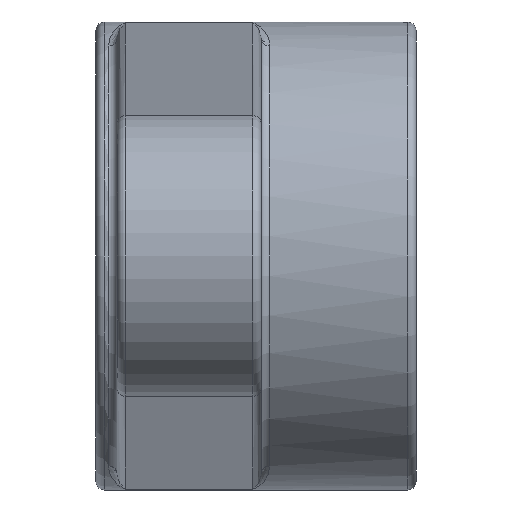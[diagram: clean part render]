
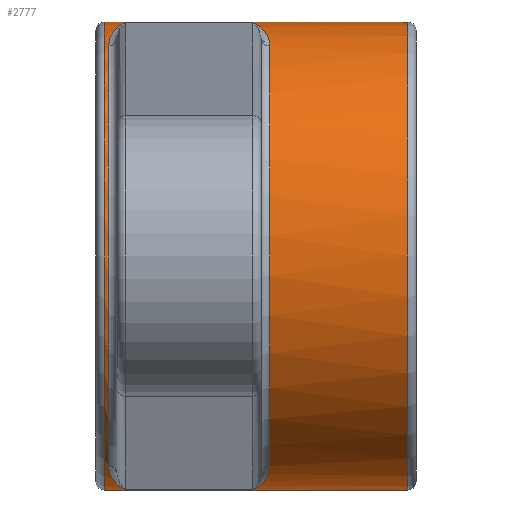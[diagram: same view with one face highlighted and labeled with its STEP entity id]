
A CAD part, left-side view. The second image highlights one B-rep face of the part: STEP entity #2777.
In plain terms, the highlighted cylindrical face has radius 3.325 mm (diameter 6.65 mm), a partial arc.
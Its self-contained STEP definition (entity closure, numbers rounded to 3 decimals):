
#24 = CARTESIAN_POINT ( 'NONE',  ( -0.272, 2.05, -3.314 ) ) ;
#75 = B_SPLINE_CURVE_WITH_KNOTS ( 'NONE', 3,
 ( #773, #2239, #1108, #3806, #4216, #1503 ),
 .UNSPECIFIED., .F., .F.,
 ( 4, 2, 4 ),
 ( 0., 0.001, 0.001 ),
 .UNSPECIFIED. ) ;
#76 = EDGE_LOOP ( 'NONE', ( #1818, #1755, #3738, #1983, #215, #507, #2672, #4282 ) ) ;
#206 = VERTEX_POINT ( 'NONE', #4173 ) ;
#215 = ORIENTED_EDGE ( 'NONE', *, *, #3055, .T. ) ;
#327 = DIRECTION ( 'NONE',  ( 0., 0., 1. ) ) ;
#348 = VECTOR ( 'NONE', #3378, 1000. ) ;
#363 = LINE ( 'NONE', #2336, #2288 ) ;
#458 = B_SPLINE_CURVE_WITH_KNOTS ( 'NONE', 3,
 ( #1812, #2193, #4844, #3733, #4474, #1033 ),
 .UNSPECIFIED., .F., .F.,
 ( 4, 2, 4 ),
 ( 0., 0.001, 0.001 ),
 .UNSPECIFIED. ) ;
#491 = ORIENTED_EDGE ( 'NONE', *, *, #587, .T. ) ;
#507 = ORIENTED_EDGE ( 'NONE', *, *, #1415, .T. ) ;
#573 = VERTEX_POINT ( 'NONE', #4566 ) ;
#585 = CARTESIAN_POINT ( 'NONE',  ( 0., -2.08, 0. ) ) ;
#587 = EDGE_CURVE ( 'NONE', #3154, #1561, #4838, .T. ) ;
#595 = CIRCLE ( 'NONE', #2130, 3.325 ) ;
#648 = EDGE_CURVE ( 'NONE', #4463, #3314, #363, .T. ) ;
#747 = EDGE_CURVE ( 'NONE', #2600, #206, #877, .T. ) ;
#772 = DIRECTION ( 'NONE',  ( 0., -1., 0. ) ) ;
#773 = CARTESIAN_POINT ( 'NONE',  ( -0.272, 1.93, -3.314 ) ) ;
#831 = DIRECTION ( 'NONE',  ( 0., 0., 1. ) ) ;
#877 = B_SPLINE_CURVE_WITH_KNOTS ( 'NONE', 3,
 ( #3829, #917, #1299, #4362, #1682, #3957 ),
 .UNSPECIFIED., .F., .F.,
 ( 4, 2, 4 ),
 ( 0., 0.001, 0.001 ),
 .UNSPECIFIED. ) ;
#886 = FACE_BOUND ( 'NONE', #76, .T. ) ;
#917 = CARTESIAN_POINT ( 'NONE',  ( -1.277, 2.17, 3.077 ) ) ;
#923 = EDGE_CURVE ( 'NONE', #4463, #3154, #3595, .T. ) ;
#949 = CARTESIAN_POINT ( 'NONE',  ( -1.277, -0.12, -3.077 ) ) ;
#990 = EDGE_LOOP ( 'NONE', ( #4621, #4116, #491, #2873 ) ) ;
#1033 = CARTESIAN_POINT ( 'NONE',  ( -1.469, -0.12, 2.983 ) ) ;
#1060 = CARTESIAN_POINT ( 'NONE',  ( -0.272, 0.12, 3.314 ) ) ;
#1100 = DIRECTION ( 'NONE',  ( 0., -1., 0. ) ) ;
#1108 = CARTESIAN_POINT ( 'NONE',  ( -0.68, 2.042, -3.261 ) ) ;
#1164 = CARTESIAN_POINT ( 'NONE',  ( 0., 2.05, 0. ) ) ;
#1166 = EDGE_CURVE ( 'NONE', #206, #3415, #2574, .T. ) ;
#1223 = CARTESIAN_POINT ( 'NONE',  ( -1.469, 2.17, -2.983 ) ) ;
#1248 = CARTESIAN_POINT ( 'NONE',  ( 0., -2.08, -3.325 ) ) ;
#1264 = DIRECTION ( 'NONE',  ( 0., 0., 1. ) ) ;
#1282 = CARTESIAN_POINT ( 'NONE',  ( -1.469, -0.12, -2.983 ) ) ;
#1299 = CARTESIAN_POINT ( 'NONE',  ( -1.08, 2.133, 3.152 ) ) ;
#1300 = B_SPLINE_CURVE_WITH_KNOTS ( 'NONE', 3,
 ( #1282, #949, #2487, #4719, #2034, #2877 ),
 .UNSPECIFIED., .F., .F.,
 ( 4, 2, 4 ),
 ( 0., 0.001, 0.001 ),
 .UNSPECIFIED. ) ;
#1349 = VERTEX_POINT ( 'NONE', #2827 ) ;
#1367 = DIRECTION ( 'NONE',  ( 0., 0., 1. ) ) ;
#1389 = DIRECTION ( 'NONE',  ( 0., 1., 0. ) ) ;
#1415 = EDGE_CURVE ( 'NONE', #2361, #573, #1300, .T. ) ;
#1503 = CARTESIAN_POINT ( 'NONE',  ( -1.469, 2.17, -2.983 ) ) ;
#1539 = DIRECTION ( 'NONE',  ( 0., -1., 0. ) ) ;
#1561 = VERTEX_POINT ( 'NONE', #1248 ) ;
#1612 = DIRECTION ( 'NONE',  ( 0., 1., 0. ) ) ;
#1682 = CARTESIAN_POINT ( 'NONE',  ( -0.476, 1.986, 3.297 ) ) ;
#1755 = ORIENTED_EDGE ( 'NONE', *, *, #747, .T. ) ;
#1812 = CARTESIAN_POINT ( 'NONE',  ( -0.272, 0.12, 3.314 ) ) ;
#1818 = ORIENTED_EDGE ( 'NONE', *, *, #2395, .T. ) ;
#1906 = VERTEX_POINT ( 'NONE', #1223 ) ;
#1922 = LINE ( 'NONE', #24, #2181 ) ;
#1983 = ORIENTED_EDGE ( 'NONE', *, *, #3317, .T. ) ;
#2007 = AXIS2_PLACEMENT_3D ( 'NONE', #4647, #1612, #831 ) ;
#2034 = CARTESIAN_POINT ( 'NONE',  ( -0.476, 0.064, -3.297 ) ) ;
#2128 = EDGE_CURVE ( 'NONE', #1349, #573, #1922, .T. ) ;
#2130 = AXIS2_PLACEMENT_3D ( 'NONE', #585, #1389, #1367 ) ;
#2181 = VECTOR ( 'NONE', #1100, 1000. ) ;
#2193 = CARTESIAN_POINT ( 'NONE',  ( -0.477, 0.064, 3.297 ) ) ;
#2239 = CARTESIAN_POINT ( 'NONE',  ( -0.477, 1.986, -3.297 ) ) ;
#2250 = DIRECTION ( 'NONE',  ( 0., -1., 0. ) ) ;
#2288 = VECTOR ( 'NONE', #772, 1000. ) ;
#2322 = CARTESIAN_POINT ( 'NONE',  ( 0., 2.23, -3.325 ) ) ;
#2336 = CARTESIAN_POINT ( 'NONE',  ( 0., 2.05, 3.325 ) ) ;
#2361 = VERTEX_POINT ( 'NONE', #4671 ) ;
#2395 = EDGE_CURVE ( 'NONE', #1906, #2600, #4011, .T. ) ;
#2487 = CARTESIAN_POINT ( 'NONE',  ( -1.08, -0.083, -3.152 ) ) ;
#2552 = DIRECTION ( 'NONE',  ( 0., -1., 0. ) ) ;
#2574 = LINE ( 'NONE', #4531, #3549 ) ;
#2600 = VERTEX_POINT ( 'NONE', #4578 ) ;
#2670 = CARTESIAN_POINT ( 'NONE',  ( -1.469, -0.12, 2.983 ) ) ;
#2672 = ORIENTED_EDGE ( 'NONE', *, *, #2128, .F. ) ;
#2777 = ADVANCED_FACE ( 'NONE', ( #4329, #886 ), #4603, .T. ) ;
#2827 = CARTESIAN_POINT ( 'NONE',  ( -0.272, 1.93, -3.314 ) ) ;
#2873 = ORIENTED_EDGE ( 'NONE', *, *, #4854, .T. ) ;
#2877 = CARTESIAN_POINT ( 'NONE',  ( -0.272, 0.12, -3.314 ) ) ;
#2884 = DIRECTION ( 'NONE',  ( 0., 0., -1. ) ) ;
#2994 = CARTESIAN_POINT ( 'NONE',  ( 0., -0.12, 0. ) ) ;
#3055 = EDGE_CURVE ( 'NONE', #4263, #2361, #3372, .T. ) ;
#3154 = VERTEX_POINT ( 'NONE', #2322 ) ;
#3214 = AXIS2_PLACEMENT_3D ( 'NONE', #1164, #2552, #2884 ) ;
#3314 = VERTEX_POINT ( 'NONE', #3331 ) ;
#3317 = EDGE_CURVE ( 'NONE', #3415, #4263, #458, .T. ) ;
#3331 = CARTESIAN_POINT ( 'NONE',  ( 0., -2.08, 3.325 ) ) ;
#3335 = DIRECTION ( 'NONE',  ( 0., -1., 0. ) ) ;
#3372 = CIRCLE ( 'NONE', #4241, 3.325 ) ;
#3378 = DIRECTION ( 'NONE',  ( 0., -1., 0. ) ) ;
#3415 = VERTEX_POINT ( 'NONE', #1060 ) ;
#3463 = AXIS2_PLACEMENT_3D ( 'NONE', #4600, #1539, #1264 ) ;
#3549 = VECTOR ( 'NONE', #3335, 1000. ) ;
#3595 = CIRCLE ( 'NONE', #3463, 3.325 ) ;
#3733 = CARTESIAN_POINT ( 'NONE',  ( -1.08, -0.083, 3.152 ) ) ;
#3738 = ORIENTED_EDGE ( 'NONE', *, *, #1166, .T. ) ;
#3806 = CARTESIAN_POINT ( 'NONE',  ( -1.08, 2.133, -3.152 ) ) ;
#3829 = CARTESIAN_POINT ( 'NONE',  ( -1.469, 2.17, 2.983 ) ) ;
#3957 = CARTESIAN_POINT ( 'NONE',  ( -0.272, 1.93, 3.314 ) ) ;
#3986 = CARTESIAN_POINT ( 'NONE',  ( 0., 2.23, 3.325 ) ) ;
#4011 = CIRCLE ( 'NONE', #2007, 3.325 ) ;
#4116 = ORIENTED_EDGE ( 'NONE', *, *, #923, .T. ) ;
#4145 = CARTESIAN_POINT ( 'NONE',  ( 0., 2.05, -3.325 ) ) ;
#4173 = CARTESIAN_POINT ( 'NONE',  ( -0.272, 1.93, 3.314 ) ) ;
#4216 = CARTESIAN_POINT ( 'NONE',  ( -1.277, 2.17, -3.077 ) ) ;
#4241 = AXIS2_PLACEMENT_3D ( 'NONE', #2994, #2250, #327 ) ;
#4251 = EDGE_CURVE ( 'NONE', #1349, #1906, #75, .T. ) ;
#4263 = VERTEX_POINT ( 'NONE', #2670 ) ;
#4282 = ORIENTED_EDGE ( 'NONE', *, *, #4251, .T. ) ;
#4329 = FACE_OUTER_BOUND ( 'NONE', #990, .T. ) ;
#4362 = CARTESIAN_POINT ( 'NONE',  ( -0.68, 2.042, 3.261 ) ) ;
#4463 = VERTEX_POINT ( 'NONE', #3986 ) ;
#4474 = CARTESIAN_POINT ( 'NONE',  ( -1.277, -0.12, 3.077 ) ) ;
#4531 = CARTESIAN_POINT ( 'NONE',  ( -0.272, 2.05, 3.314 ) ) ;
#4566 = CARTESIAN_POINT ( 'NONE',  ( -0.272, 0.12, -3.314 ) ) ;
#4578 = CARTESIAN_POINT ( 'NONE',  ( -1.469, 2.17, 2.983 ) ) ;
#4600 = CARTESIAN_POINT ( 'NONE',  ( 0., 2.23, 0. ) ) ;
#4603 = CYLINDRICAL_SURFACE ( 'NONE', #3214, 3.325 ) ;
#4621 = ORIENTED_EDGE ( 'NONE', *, *, #648, .F. ) ;
#4647 = CARTESIAN_POINT ( 'NONE',  ( 0., 2.17, 0. ) ) ;
#4671 = CARTESIAN_POINT ( 'NONE',  ( -1.469, -0.12, -2.983 ) ) ;
#4719 = CARTESIAN_POINT ( 'NONE',  ( -0.68, 0.008, -3.261 ) ) ;
#4838 = LINE ( 'NONE', #4145, #348 ) ;
#4844 = CARTESIAN_POINT ( 'NONE',  ( -0.68, 0.008, 3.261 ) ) ;
#4854 = EDGE_CURVE ( 'NONE', #1561, #3314, #595, .T. ) ;
